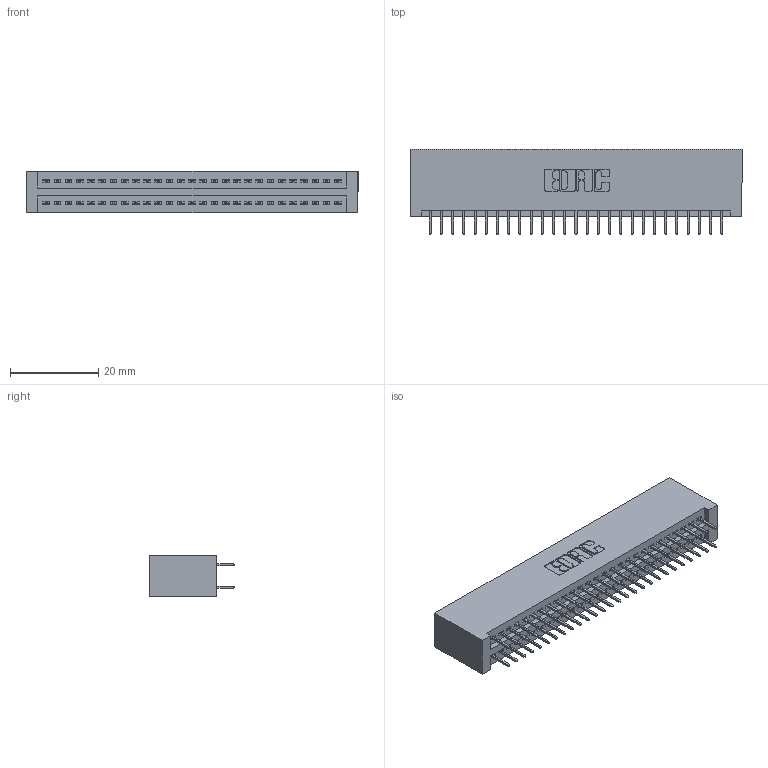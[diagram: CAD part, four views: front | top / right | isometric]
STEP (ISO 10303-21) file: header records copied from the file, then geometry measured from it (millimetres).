
FILE_DESCRIPTION (( 'STEP AP203' ), '1' );
FILE_NAME ('395-054-524-201.STEP', '2019-10-19T16:36:40', ( '' ), ( '' ), 'SwSTEP 2.0', 'SolidWorks 2016', '' );
FILE_SCHEMA (( 'CONFIG_CONTROL_DESIGN' ));
Length unit declared in the file: inch
Products named in the file (3): 345 Part_No Mounting Lugs; 345-292-001_345-293-124; 395-054-524-201
Assembly tree (55 placements, depth 2):
  395-054-524-201
    345 Part_No Mounting Lugs
    345-292-001_345-293-124  x54
Bounding box: 75.18 x 19.35 x 9.4 mm (x, y, z)
Volume: 7698.4 mm3; surface area: 11176.6 mm2
Topology: 55 solids, 55 shells, 3034 faces, 8579 edges, 5502 vertices
Faces by surface type: plane 2182, cylinder 852
Entity records: 23001 total; most frequent: CARTESIAN_POINT 3868, ORIENTED_EDGE 3802, DIRECTION 3425, EDGE_CURVE 1901, LINE 1673, VECTOR 1673, VERTEX_POINT 1262, AXIS2_PLACEMENT_3D 876
